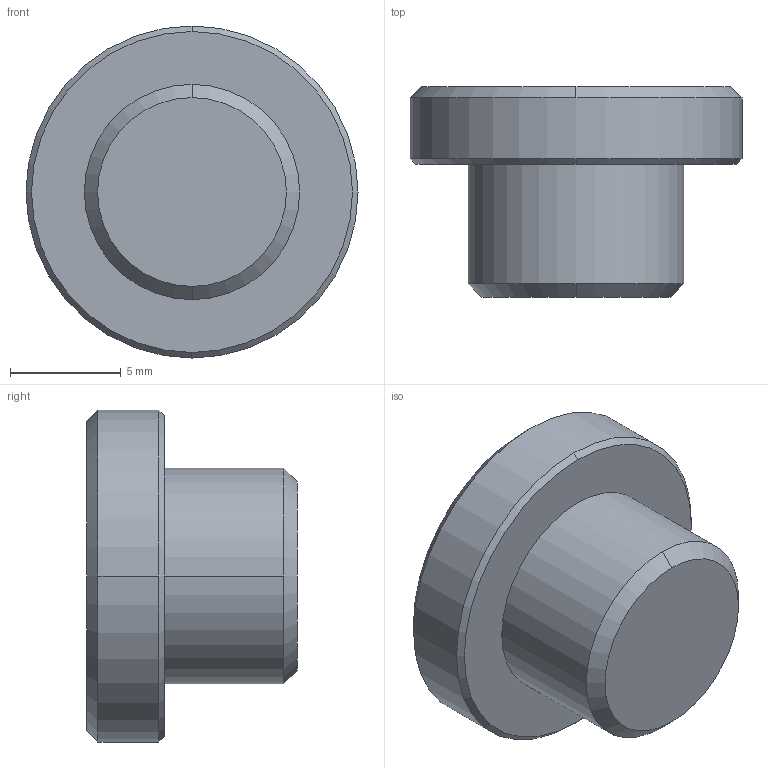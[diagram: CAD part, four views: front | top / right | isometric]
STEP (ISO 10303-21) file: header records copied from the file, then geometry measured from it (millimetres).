
FILE_DESCRIPTION(('STEP AP214'),'1');
FILE_NAME('0919_00_10.stp','2016-07-08T08:50:02',('TraceParts'),('TraceParts S.A.'),'Spatial InterOp 3D',' ',' ');
FILE_SCHEMA(('automotive_design'));
Length unit declared in the file: millimetre
Products named in the file (1): Solide1
Bounding box: 15 x 9.5 x 15 mm (x, y, z)
Volume: 891.1 mm3; surface area: 777.3 mm2
Topology: 1 solids, 1 shells, 37 faces, 101 edges, 66 vertices
Faces by surface type: plane 21, cone 10, cylinder 6
Entity records: 1482 total; most frequent: CARTESIAN_POINT 227, DIRECTION 204, ORIENTED_EDGE 198, EDGE_CURVE 99, AXIS2_PLACEMENT_3D 79, VERTEX_POINT 66, LINE 46, VECTOR 46
